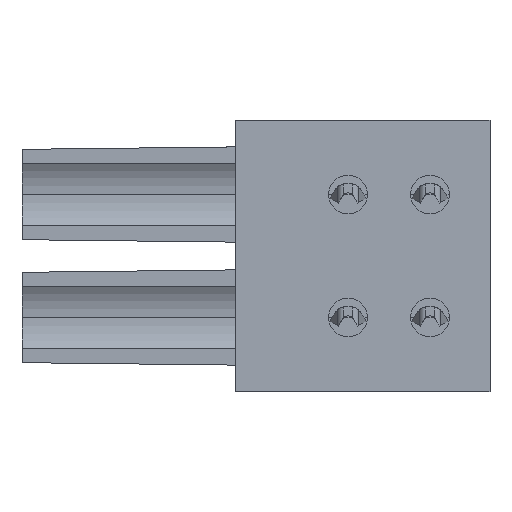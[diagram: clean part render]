
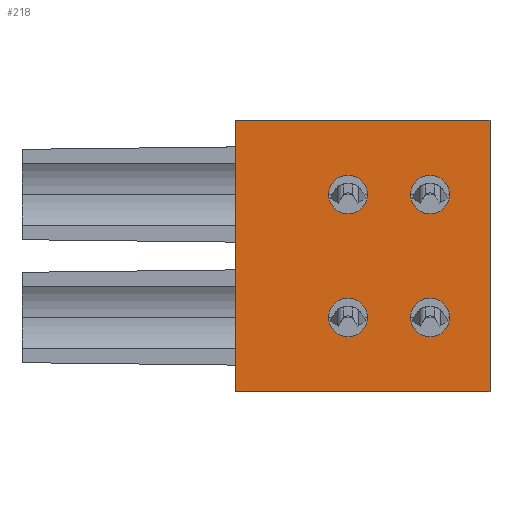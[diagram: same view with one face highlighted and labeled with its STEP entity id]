
A CAD part, front view. The second image highlights one B-rep face of the part: STEP entity #218.
In plain terms, the highlighted planar face has unit normal (0, -1, 0).
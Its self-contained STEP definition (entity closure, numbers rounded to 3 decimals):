
#218=ADVANCED_FACE('',(#572,#573,#574,#575,#576),#577,.T.);
#572=FACE_OUTER_BOUND('',#987,.T.);
#573=FACE_BOUND('',#988,.T.);
#574=FACE_BOUND('',#989,.T.);
#575=FACE_BOUND('',#990,.T.);
#576=FACE_BOUND('',#991,.T.);
#577=PLANE('',#992);
#987=EDGE_LOOP('',(#2289,#2290,#2291,#2292));
#988=EDGE_LOOP('',(#2293,#2294));
#989=EDGE_LOOP('',(#2295,#2296));
#990=EDGE_LOOP('',(#2297,#2298));
#991=EDGE_LOOP('',(#2299,#2300));
#992=AXIS2_PLACEMENT_3D('',#2301,#2302,#2303);
#2289=ORIENTED_EDGE('',*,*,#2964,.T.);
#2290=ORIENTED_EDGE('',*,*,#2776,.T.);
#2291=ORIENTED_EDGE('',*,*,#3055,.F.);
#2292=ORIENTED_EDGE('',*,*,#2843,.F.);
#2293=ORIENTED_EDGE('',*,*,#3038,.F.);
#2294=ORIENTED_EDGE('',*,*,#3146,.F.);
#2295=ORIENTED_EDGE('',*,*,#3094,.F.);
#2296=ORIENTED_EDGE('',*,*,#3147,.F.);
#2297=ORIENTED_EDGE('',*,*,#3148,.F.);
#2298=ORIENTED_EDGE('',*,*,#3149,.F.);
#2299=ORIENTED_EDGE('',*,*,#3150,.F.);
#2300=ORIENTED_EDGE('',*,*,#3151,.F.);
#2301=CARTESIAN_POINT('',(7.9,0.0,0.0));
#2302=DIRECTION('',(0.0,-1.0,0.0));
#2303=DIRECTION('',(0.0,0.0,-1.0));
#2776=EDGE_CURVE('',#3346,#3344,#3347,.T.);
#2843=EDGE_CURVE('',#3466,#3468,#3469,.T.);
#2964=EDGE_CURVE('',#3466,#3346,#3672,.T.);
#3038=EDGE_CURVE('',#3795,#3797,#3798,.T.);
#3055=EDGE_CURVE('',#3468,#3344,#3823,.T.);
#3094=EDGE_CURVE('',#3875,#3876,#3877,.T.);
#3146=EDGE_CURVE('',#3797,#3795,#3952,.T.);
#3147=EDGE_CURVE('',#3876,#3875,#3953,.T.);
#3148=EDGE_CURVE('',#3954,#3955,#3956,.T.);
#3149=EDGE_CURVE('',#3955,#3954,#3957,.T.);
#3150=EDGE_CURVE('',#3958,#3959,#3960,.T.);
#3151=EDGE_CURVE('',#3959,#3958,#3961,.T.);
#3344=VERTEX_POINT('',#4428);
#3346=VERTEX_POINT('',#4431);
#3347=LINE('',#4432,#4433);
#3466=VERTEX_POINT('',#4625);
#3468=VERTEX_POINT('',#4628);
#3469=LINE('',#4629,#4630);
#3672=LINE('',#4906,#4907);
#3795=VERTEX_POINT('',#5222);
#3797=VERTEX_POINT('',#5225);
#3798=CIRCLE('',#5226,0.6);
#3823=LINE('',#5272,#5273);
#3875=VERTEX_POINT('',#5457);
#3876=VERTEX_POINT('',#5458);
#3877=CIRCLE('',#5459,0.6);
#3952=CIRCLE('',#5578,0.6);
#3953=CIRCLE('',#5579,0.6);
#3954=VERTEX_POINT('',#5580);
#3955=VERTEX_POINT('',#5581);
#3956=CIRCLE('',#5582,0.6);
#3957=CIRCLE('',#5583,0.6);
#3958=VERTEX_POINT('',#5584);
#3959=VERTEX_POINT('',#5585);
#3960=CIRCLE('',#5586,0.6);
#3961=CIRCLE('',#5587,0.6);
#4428=CARTESIAN_POINT('',(7.9,0.0,-6.11));
#4431=CARTESIAN_POINT('',(0.0,0.0,-6.11));
#4432=CARTESIAN_POINT('',(0.0,0.0,-6.11));
#4433=VECTOR('',#5933,1.0);
#4625=CARTESIAN_POINT('',(0.0,0.0,2.3));
#4628=CARTESIAN_POINT('',(7.9,0.0,2.3));
#4629=CARTESIAN_POINT('',(0.0,0.0,2.3));
#4630=VECTOR('',#6026,1.0);
#4906=CARTESIAN_POINT('',(0.0,0.0,0.0));
#4907=VECTOR('',#6241,1.0);
#5222=CARTESIAN_POINT('',(5.44,0.0,0.));
#5225=CARTESIAN_POINT('',(6.64,0.0,0.0));
#5226=AXIS2_PLACEMENT_3D('',#6345,#6346,#6347);
#5272=CARTESIAN_POINT('',(7.9,0.0,0.0));
#5273=VECTOR('',#6375,1.0);
#5457=CARTESIAN_POINT('',(2.9,0.0,0.));
#5458=CARTESIAN_POINT('',(4.1,0.0,0.0));
#5459=AXIS2_PLACEMENT_3D('',#6433,#6434,#6435);
#5578=AXIS2_PLACEMENT_3D('',#6522,#6523,#6524);
#5579=AXIS2_PLACEMENT_3D('',#6525,#6526,#6527);
#5580=CARTESIAN_POINT('',(4.1,0.0,-3.81));
#5581=CARTESIAN_POINT('',(2.9,0.0,-3.81));
#5582=AXIS2_PLACEMENT_3D('',#6528,#6529,#6530);
#5583=AXIS2_PLACEMENT_3D('',#6531,#6532,#6533);
#5584=CARTESIAN_POINT('',(5.44,0.0,-3.81));
#5585=CARTESIAN_POINT('',(6.64,0.0,-3.81));
#5586=AXIS2_PLACEMENT_3D('',#6534,#6535,#6536);
#5587=AXIS2_PLACEMENT_3D('',#6537,#6538,#6539);
#5933=DIRECTION('',(1.0,0.0,0.0));
#6026=DIRECTION('',(1.0,0.0,0.0));
#6241=DIRECTION('',(0.0,0.0,-1.0));
#6345=CARTESIAN_POINT('',(6.04,0.0,0.0));
#6346=DIRECTION('',(0.0,-1.0,0.0));
#6347=DIRECTION('',(1.0,0.0,0.0));
#6375=DIRECTION('',(0.0,0.0,-1.0));
#6433=CARTESIAN_POINT('',(3.5,0.0,0.0));
#6434=DIRECTION('',(0.0,-1.0,0.0));
#6435=DIRECTION('',(1.0,0.0,0.0));
#6522=CARTESIAN_POINT('',(6.04,0.0,0.0));
#6523=DIRECTION('',(0.0,-1.0,0.0));
#6524=DIRECTION('',(1.0,0.0,0.0));
#6525=CARTESIAN_POINT('',(3.5,0.0,0.0));
#6526=DIRECTION('',(0.0,-1.0,0.0));
#6527=DIRECTION('',(1.0,0.0,0.0));
#6528=CARTESIAN_POINT('',(3.5,0.0,-3.81));
#6529=DIRECTION('',(0.0,-1.0,0.0));
#6530=DIRECTION('',(1.0,0.0,0.0));
#6531=CARTESIAN_POINT('',(3.5,0.0,-3.81));
#6532=DIRECTION('',(0.0,-1.0,0.0));
#6533=DIRECTION('',(1.0,0.0,0.0));
#6534=CARTESIAN_POINT('',(6.04,0.0,-3.81));
#6535=DIRECTION('',(0.0,-1.0,0.0));
#6536=DIRECTION('',(1.0,0.0,0.0));
#6537=CARTESIAN_POINT('',(6.04,0.0,-3.81));
#6538=DIRECTION('',(0.0,-1.0,0.0));
#6539=DIRECTION('',(1.0,0.0,0.0));
